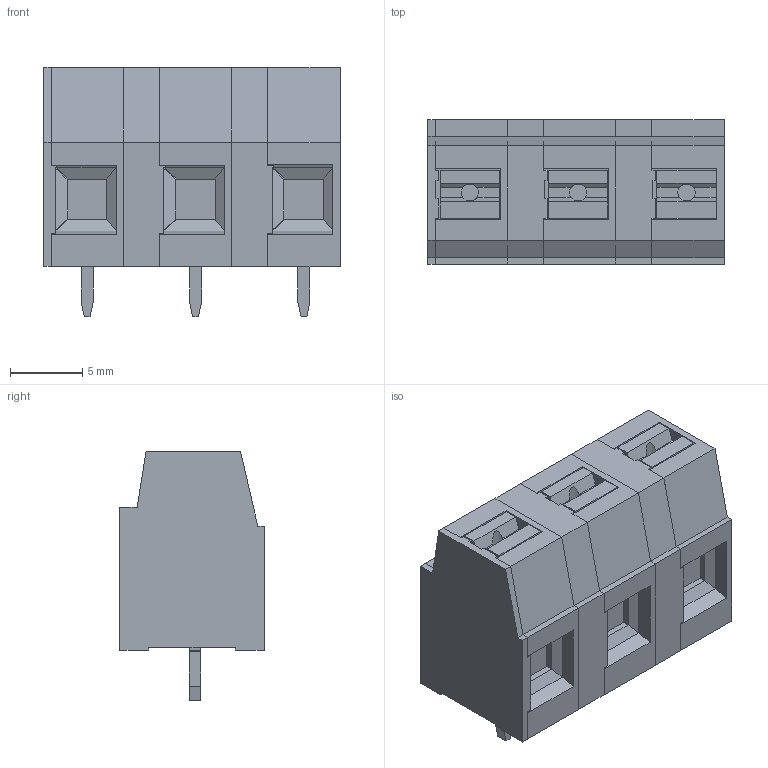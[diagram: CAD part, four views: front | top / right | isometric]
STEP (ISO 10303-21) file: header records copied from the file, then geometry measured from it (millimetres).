
FILE_DESCRIPTION(('CATIA V5 STEP Exchange','CAx-IF Rec.Pracs.--- Model Styling and Organization---1.4--- 2014-01-23'),'2;1');
FILE_NAME ('D1513930_1_2787580000_2787580000.stp','2022-04-25T06:33:46+00:00',('none'),('Weidmueller'),'CATIA Version 5-6 Release 2016 SP3 HF44','CATIA V5 STEP AP214','none');
FILE_SCHEMA(('AUTOMOTIVE_DESIGN { 1 0 10303 214 1 1 1 1 }'));
Length unit declared in the file: millimetre
Products named in the file (1): 2787580000
Bounding box: 20.5 x 10 x 17.3 mm (x, y, z)
Volume: 2464.7 mm3; surface area: 2815.2 mm2
Topology: 12 solids, 19 shells, 401 faces, 1107 edges, 747 vertices
Faces by surface type: plane 369, cylinder 20, cone 12
Entity records: 12707 total; most frequent: CARTESIAN_POINT 2611, ORIENTED_EDGE 2214, DIRECTION 1624, EDGE_CURVE 1107, VECTOR 974, LINE 974, VERTEX_POINT 747, EDGE_LOOP 410
